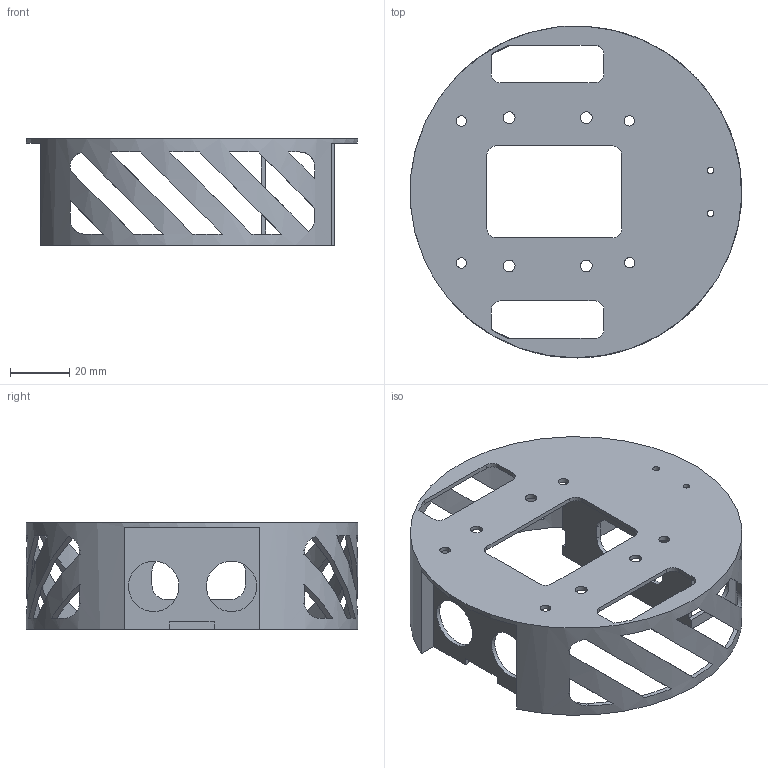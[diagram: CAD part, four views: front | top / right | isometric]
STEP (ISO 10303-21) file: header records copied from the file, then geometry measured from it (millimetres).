
FILE_DESCRIPTION(/* description */ (''),/* implementation_level */ '2;1');
FILE_NAME(/* name */ 'canDynamix_base.stp',/* time_stamp */ '2017-11-30T18:15:18+09:00',/* author */ ('tlsru'),/* organization */ (''),/* preprocessor_version */ 'ST-DEVELOPER v15.6',/* originating_system */ 'Autodesk Inventor 2015',/* authorisation */ '');
FILE_SCHEMA (('AUTOMOTIVE_DESIGN { 1 0 10303 214 3 1 1 }'));
Length unit declared in the file: millimetre
Products named in the file (1): canDynamix_base_01
Bounding box: 111.8 x 112 x 36 mm (x, y, z)
Volume: 25720.2 mm3; surface area: 37679.4 mm2
Topology: 1 solids, 1 shells, 144 faces, 448 edges, 296 vertices
Faces by surface type: plane 100, cylinder 44
Full cylindrical faces by diameter (mm): 2.2 x2, 3.5 x4, 4 x7, 17 x2, 112 x1
Entity records: 5238 total; most frequent: CARTESIAN_POINT 1039, ORIENTED_EDGE 862, DIRECTION 856, EDGE_CURVE 431, AXIS2_PLACEMENT_3D 296, VERTEX_POINT 295, LINE 264, VECTOR 264
